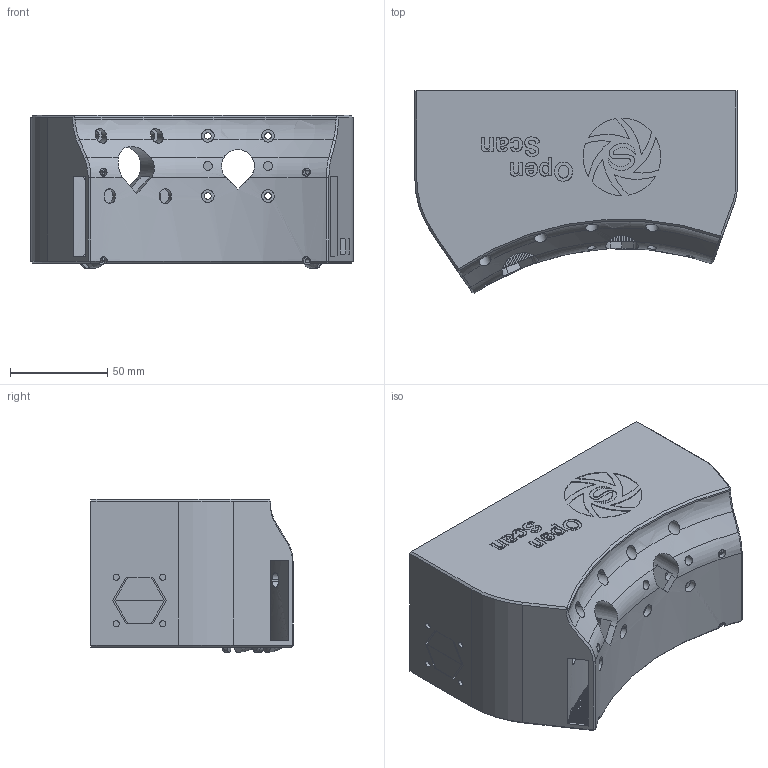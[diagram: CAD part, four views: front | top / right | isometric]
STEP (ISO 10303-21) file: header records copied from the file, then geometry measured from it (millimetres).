
FILE_DESCRIPTION(('FreeCAD Model'),'2;1');
FILE_NAME('Open CASCADE Shape Model','2025-04-15T19:50:34',(''),(''), 'Open CASCADE STEP processor 7.8','FreeCAD','Unknown');
FILE_SCHEMA(('AUTOMOTIVE_DESIGN { 1 0 10303 214 1 1 1 1 }'));
Length unit declared in the file: millimetre
Products named in the file (1): 1-base
Bounding box: 166.02 x 104.05 x 78.8 mm (x, y, z)
Volume: 160990.2 mm3; surface area: 95346.7 mm2
Topology: 1 solids, 1 shells, 859 faces, 2458 edges, 1604 vertices
Faces by surface type: plane 527, extrusion 145, cylinder 127, cone 28, bspline 14, torus 12, sphere 4, revolution 2
Full cylindrical faces by diameter (mm): 1.25 x2, 1.8 x4, 2.2 x4, 3.2 x4, 3.4 x4, 4.2 x2, 4.6 x7, 6.5 x6, 9 x2
Entity records: 31662 total; most frequent: CARTESIAN_POINT 9317, ORIENTED_EDGE 4904, DIRECTION 4266, EDGE_CURVE 2452, VERTEX_POINT 1604, VECTOR 1496, AXIS2_PLACEMENT_3D 1384, LINE 1351
